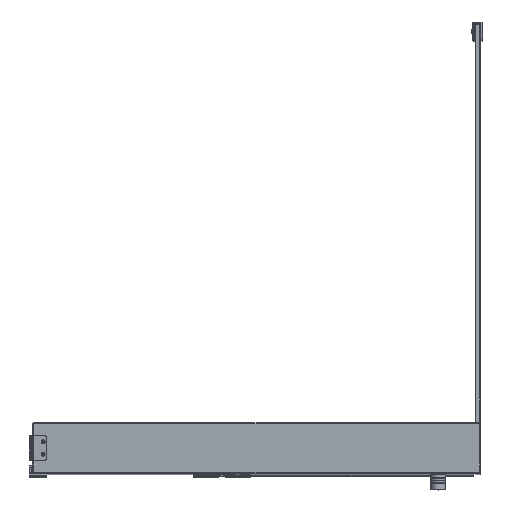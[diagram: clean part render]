
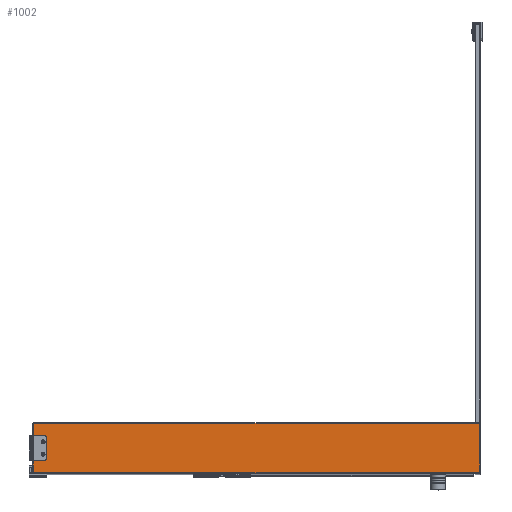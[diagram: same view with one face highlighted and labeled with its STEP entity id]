
A CAD part, top view. The second image highlights one B-rep face of the part: STEP entity #1002.
In plain terms, the highlighted planar face has unit normal (0, 0, 1).
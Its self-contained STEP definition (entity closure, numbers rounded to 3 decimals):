
#1002=ADVANCED_FACE('',(#3496),#38375,.T.);
#3496=FACE_OUTER_BOUND('',#5997,.T.);
#5997=EDGE_LOOP('',(#8968,#8969,#8970,#8971,#8972,#8973,#8974,#8975));
#8968=ORIENTED_EDGE('',*,*,#21606,.T.);
#8969=ORIENTED_EDGE('',*,*,#21631,.T.);
#8970=ORIENTED_EDGE('',*,*,#21607,.T.);
#8971=ORIENTED_EDGE('',*,*,#21632,.T.);
#8972=ORIENTED_EDGE('',*,*,#21608,.T.);
#8973=ORIENTED_EDGE('',*,*,#21626,.T.);
#8974=ORIENTED_EDGE('',*,*,#21609,.T.);
#8975=ORIENTED_EDGE('',*,*,#21625,.T.);
#21606=EDGE_CURVE('',#34367,#34368,#29413,.T.);
#21607=EDGE_CURVE('',#34369,#34370,#29414,.T.);
#21608=EDGE_CURVE('',#34371,#34372,#29415,.T.);
#21609=EDGE_CURVE('',#34373,#34374,#29416,.T.);
#21625=EDGE_CURVE('',#34374,#34367,#27895,.T.);
#21626=EDGE_CURVE('',#34372,#34373,#27896,.T.);
#21631=EDGE_CURVE('',#34368,#34369,#27897,.T.);
#21632=EDGE_CURVE('',#34370,#34371,#27898,.T.);
#27895=(
BOUNDED_CURVE()
B_SPLINE_CURVE(2,(#48017,#48018,#48019),.UNSPECIFIED.,.F.,.F.)
B_SPLINE_CURVE_WITH_KNOTS((3,3),(-1.571,0.),.UNSPECIFIED.)
CURVE()
GEOMETRIC_REPRESENTATION_ITEM()
RATIONAL_B_SPLINE_CURVE((1.,0.707,1.))
REPRESENTATION_ITEM('')
);
#27896=(
BOUNDED_CURVE()
B_SPLINE_CURVE(2,(#48020,#48021,#48022),.UNSPECIFIED.,.F.,.F.)
B_SPLINE_CURVE_WITH_KNOTS((3,3),(-1.571,0.),.UNSPECIFIED.)
CURVE()
GEOMETRIC_REPRESENTATION_ITEM()
RATIONAL_B_SPLINE_CURVE((1.,0.707,1.))
REPRESENTATION_ITEM('')
);
#27897=(
BOUNDED_CURVE()
B_SPLINE_CURVE(2,(#48031,#48032,#48033),.UNSPECIFIED.,.F.,.F.)
B_SPLINE_CURVE_WITH_KNOTS((3,3),(-1.571,0.),.UNSPECIFIED.)
CURVE()
GEOMETRIC_REPRESENTATION_ITEM()
RATIONAL_B_SPLINE_CURVE((1.,0.707,1.))
REPRESENTATION_ITEM('')
);
#27898=(
BOUNDED_CURVE()
B_SPLINE_CURVE(2,(#48034,#48035,#48036),.UNSPECIFIED.,.F.,.F.)
B_SPLINE_CURVE_WITH_KNOTS((3,3),(-1.571,0.),.UNSPECIFIED.)
CURVE()
GEOMETRIC_REPRESENTATION_ITEM()
RATIONAL_B_SPLINE_CURVE((1.,0.707,1.))
REPRESENTATION_ITEM('')
);
#29413=B_SPLINE_CURVE_WITH_KNOTS('',1,(#47971,#47972),.UNSPECIFIED.,.F.,
 .F.,(2,2),(0.,889.),.UNSPECIFIED.);
#29414=B_SPLINE_CURVE_WITH_KNOTS('',1,(#47973,#47974),.UNSPECIFIED.,.F.,
 .F.,(2,2),(0.,96.),.UNSPECIFIED.);
#29415=B_SPLINE_CURVE_WITH_KNOTS('',1,(#47975,#47976),.UNSPECIFIED.,.F.,
 .F.,(2,2),(0.,889.),.UNSPECIFIED.);
#29416=B_SPLINE_CURVE_WITH_KNOTS('',1,(#47977,#47978),.UNSPECIFIED.,.F.,
 .F.,(2,2),(0.,96.),.UNSPECIFIED.);
#34367=VERTEX_POINT('',#47923);
#34368=VERTEX_POINT('',#47924);
#34369=VERTEX_POINT('',#47925);
#34370=VERTEX_POINT('',#47926);
#34371=VERTEX_POINT('',#47927);
#34372=VERTEX_POINT('',#47928);
#34373=VERTEX_POINT('',#47929);
#34374=VERTEX_POINT('',#47930);
#38375=PLANE('',#41702);
#41702=AXIS2_PLACEMENT_3D('',#47749,#43868,$);
#43868=DIRECTION('',(0.,0.,1.));
#47749=CARTESIAN_POINT('',(-534.6,-58.8,10.));
#47923=CARTESIAN_POINT('',(444.5,49.,10.));
#47924=CARTESIAN_POINT('',(-444.5,49.,10.));
#47925=CARTESIAN_POINT('',(-445.5,48.,10.));
#47926=CARTESIAN_POINT('',(-445.5,-48.,10.));
#47927=CARTESIAN_POINT('',(-444.5,-49.,10.));
#47928=CARTESIAN_POINT('',(444.5,-49.,10.));
#47929=CARTESIAN_POINT('',(445.5,-48.,10.));
#47930=CARTESIAN_POINT('',(445.5,48.,10.));
#47971=CARTESIAN_POINT('',(444.5,49.,10.));
#47972=CARTESIAN_POINT('',(-444.5,49.,10.));
#47973=CARTESIAN_POINT('',(-445.5,48.,10.));
#47974=CARTESIAN_POINT('',(-445.5,-48.,10.));
#47975=CARTESIAN_POINT('',(-444.5,-49.,10.));
#47976=CARTESIAN_POINT('',(444.5,-49.,10.));
#47977=CARTESIAN_POINT('',(445.5,-48.,10.));
#47978=CARTESIAN_POINT('',(445.5,48.,10.));
#48017=CARTESIAN_POINT('',(445.5,48.,10.));
#48018=CARTESIAN_POINT('',(445.5,49.,10.));
#48019=CARTESIAN_POINT('',(444.5,49.,10.));
#48020=CARTESIAN_POINT('',(444.5,-49.,10.));
#48021=CARTESIAN_POINT('',(445.5,-49.,10.));
#48022=CARTESIAN_POINT('',(445.5,-48.,10.));
#48031=CARTESIAN_POINT('',(-444.5,49.,10.));
#48032=CARTESIAN_POINT('',(-445.5,49.,10.));
#48033=CARTESIAN_POINT('',(-445.5,48.,10.));
#48034=CARTESIAN_POINT('',(-445.5,-48.,10.));
#48035=CARTESIAN_POINT('',(-445.5,-49.,10.));
#48036=CARTESIAN_POINT('',(-444.5,-49.,10.));
